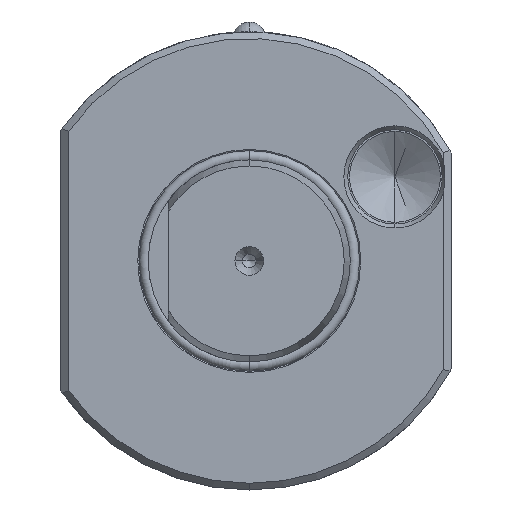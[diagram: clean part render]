
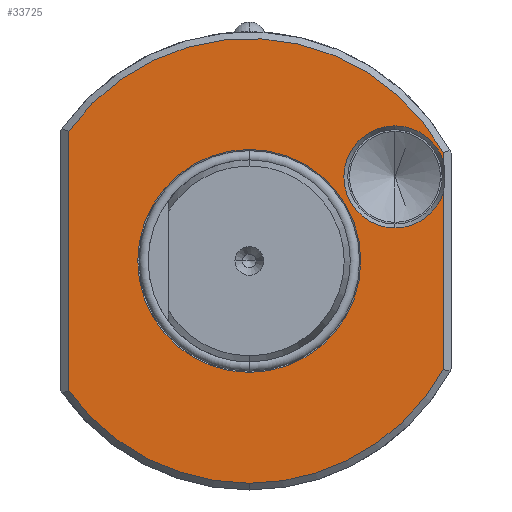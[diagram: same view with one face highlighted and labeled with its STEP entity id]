
A CAD part, left-side view. The second image highlights one B-rep face of the part: STEP entity #33725.
In plain terms, the highlighted planar face has unit normal (-1, 0, 0).
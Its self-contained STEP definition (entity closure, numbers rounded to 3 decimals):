
#464 = LINE ( 'NONE', #10031, #637 ) ;
#637 = VECTOR ( 'NONE', #10054, 1000. ) ;
#748 = LINE ( 'NONE', #10018, #769 ) ;
#769 = VECTOR ( 'NONE', #10058, 1000. ) ;
#879 = LINE ( 'NONE', #10019, #910 ) ;
#910 = VECTOR ( 'NONE', #10039, 1000. ) ;
#5254 = AXIS2_PLACEMENT_3D ( 'NONE', #10086, #10116, #10140 ) ;
#10018 = CARTESIAN_POINT ( 'NONE',  ( 2., -28.8, 0. ) ) ;
#10019 = CARTESIAN_POINT ( 'NONE',  ( 2., 26.8, 0. ) ) ;
#10031 = CARTESIAN_POINT ( 'NONE',  ( 2., -28.8, 0. ) ) ;
#10039 = DIRECTION ( 'NONE',  ( 0., 0., -1. ) ) ;
#10040 = CARTESIAN_POINT ( 'NONE',  ( 2., -21.62, 12.47 ) ) ;
#10042 = DIRECTION ( 'NONE',  ( 1., 0., 0. ) ) ;
#10047 = DIRECTION ( 'NONE',  ( 0., 0., 1. ) ) ;
#10054 = DIRECTION ( 'NONE',  ( 0., 0., 1. ) ) ;
#10058 = DIRECTION ( 'NONE',  ( 0., 0., 1. ) ) ;
#10086 = CARTESIAN_POINT ( 'NONE',  ( 2., 0., 0. ) ) ;
#10116 = DIRECTION ( 'NONE',  ( -1., 0., 0. ) ) ;
#10136 = CARTESIAN_POINT ( 'NONE',  ( 2., 0., 0. ) ) ;
#10140 = DIRECTION ( 'NONE',  ( 0., 0., 1. ) ) ;
#10158 = DIRECTION ( 'NONE',  ( 0., 1., 0. ) ) ;
#10213 = DIRECTION ( 'NONE',  ( 1., 0., 0. ) ) ;
#10254 = CARTESIAN_POINT ( 'NONE',  ( 2., 0., 0. ) ) ;
#10255 = DIRECTION ( 'NONE',  ( -1., 0., 0. ) ) ;
#10292 = DIRECTION ( 'NONE',  ( 0., 0., 1. ) ) ;
#12169 = EDGE_CURVE ( 'NONE', #29417, #26688, #748, .T. ) ;
#12170 = EDGE_CURVE ( 'NONE', #29500, #29534, #879, .T. ) ;
#12172 = EDGE_CURVE ( 'NONE', #26698, #29518, #464, .T. ) ;
#12181 = EDGE_CURVE ( 'NONE', #29518, #29500, #31497, .T. ) ;
#14072 = CARTESIAN_POINT ( 'NONE',  ( 2., -21.62, 12.47 ) ) ;
#14095 = DIRECTION ( 'NONE',  ( 1., 0., 0. ) ) ;
#14135 = DIRECTION ( 'NONE',  ( 0., 0., 1. ) ) ;
#19949 = EDGE_CURVE ( 'NONE', #26714, #26744, #31360, .T. ) ;
#19964 = EDGE_CURVE ( 'NONE', #26881, #26820, #31445, .T. ) ;
#19970 = EDGE_CURVE ( 'NONE', #29534, #29431, #31418, .T. ) ;
#20240 = EDGE_CURVE ( 'NONE', #26744, #26698, #35373, .T. ) ;
#20305 = EDGE_CURVE ( 'NONE', #26688, #26714, #35426, .T. ) ;
#20333 = EDGE_CURVE ( 'NONE', #26820, #26881, #35473, .T. ) ;
#20495 = EDGE_CURVE ( 'NONE', #29431, #29417, #33432, .T. ) ;
#23479 = PLANE ( 'NONE',  #28497 ) ;
#23481 = CARTESIAN_POINT ( 'NONE',  ( 2., 15., 0. ) ) ;
#23483 = DIRECTION ( 'NONE',  ( 0., 0., 1. ) ) ;
#23525 = DIRECTION ( 'NONE',  ( -1., 0., 0. ) ) ;
#24969 = DIRECTION ( 'NONE',  ( 1., 0., 0. ) ) ;
#24979 = DIRECTION ( 'NONE',  ( 0., 1., 0. ) ) ;
#24997 = CARTESIAN_POINT ( 'NONE',  ( 2., 0., 0. ) ) ;
#25815 = DIRECTION ( 'NONE',  ( 1., 0., 0. ) ) ;
#25817 = CARTESIAN_POINT ( 'NONE',  ( 2., -21.62, 12.47 ) ) ;
#25819 = DIRECTION ( 'NONE',  ( 0., 0., 1. ) ) ;
#25862 = FACE_BOUND ( 'NONE', #30251, .T. ) ;
#25895 = FACE_OUTER_BOUND ( 'NONE', #30252, .T. ) ;
#25926 = ORIENTED_EDGE ( 'NONE', *, *, #20305, .T. ) ;
#25930 = ORIENTED_EDGE ( 'NONE', *, *, #20333, .T. ) ;
#25947 = ORIENTED_EDGE ( 'NONE', *, *, #12172, .T. ) ;
#25948 = ORIENTED_EDGE ( 'NONE', *, *, #12181, .T. ) ;
#25962 = ORIENTED_EDGE ( 'NONE', *, *, #19964, .T. ) ;
#25966 = ORIENTED_EDGE ( 'NONE', *, *, #19949, .T. ) ;
#25971 = ORIENTED_EDGE ( 'NONE', *, *, #20240, .T. ) ;
#25992 = ORIENTED_EDGE ( 'NONE', *, *, #12169, .T. ) ;
#25993 = ORIENTED_EDGE ( 'NONE', *, *, #19970, .T. ) ;
#25996 = ORIENTED_EDGE ( 'NONE', *, *, #12170, .T. ) ;
#26012 = ORIENTED_EDGE ( 'NONE', *, *, #20495, .T. ) ;
#26688 = VERTEX_POINT ( 'NONE', #32005 ) ;
#26698 = VERTEX_POINT ( 'NONE', #31974 ) ;
#26714 = VERTEX_POINT ( 'NONE', #31976 ) ;
#26744 = VERTEX_POINT ( 'NONE', #31988 ) ;
#26820 = VERTEX_POINT ( 'NONE', #32026 ) ;
#26881 = VERTEX_POINT ( 'NONE', #32076 ) ;
#28497 = AXIS2_PLACEMENT_3D ( 'NONE', #23481, #23525, #23483 ) ;
#29030 = AXIS2_PLACEMENT_3D ( 'NONE', #10040, #10042, #10047 ) ;
#29031 = AXIS2_PLACEMENT_3D ( 'NONE', #10254, #10255, #10292 ) ;
#29039 = AXIS2_PLACEMENT_3D ( 'NONE', #10136, #10213, #10158 ) ;
#29045 = AXIS2_PLACEMENT_3D ( 'NONE', #14072, #14095, #14135 ) ;
#29056 = AXIS2_PLACEMENT_3D ( 'NONE', #25817, #25815, #25819 ) ;
#29088 = AXIS2_PLACEMENT_3D ( 'NONE', #24997, #24969, #24979 ) ;
#29121 = AXIS2_PLACEMENT_3D ( 'NONE', #31831, #31781, #31845 ) ;
#29417 = VERTEX_POINT ( 'NONE', #32166 ) ;
#29431 = VERTEX_POINT ( 'NONE', #32171 ) ;
#29500 = VERTEX_POINT ( 'NONE', #32233 ) ;
#29518 = VERTEX_POINT ( 'NONE', #32289 ) ;
#29534 = VERTEX_POINT ( 'NONE', #32294 ) ;
#30251 = EDGE_LOOP ( 'NONE', ( #25930, #25962 ) ) ;
#30252 = EDGE_LOOP ( 'NONE', ( #25993, #26012, #25992, #25926, #25966, #25971, #25947, #25948, #25996 ) ) ;
#31360 = CIRCLE ( 'NONE', #29030, 7.577 ) ;
#31418 = CIRCLE ( 'NONE', #29031, 33. ) ;
#31445 = CIRCLE ( 'NONE', #29039, 16.55 ) ;
#31497 = CIRCLE ( 'NONE', #5254, 33. ) ;
#31781 = DIRECTION ( 'NONE',  ( -1., 0., 0. ) ) ;
#31831 = CARTESIAN_POINT ( 'NONE',  ( 2., 0., 0. ) ) ;
#31845 = DIRECTION ( 'NONE',  ( 0., 0., 1. ) ) ;
#31974 = CARTESIAN_POINT ( 'NONE',  ( 2., -28.8, 14.892 ) ) ;
#31976 = CARTESIAN_POINT ( 'NONE',  ( 2., -21.62, 4.893 ) ) ;
#31988 = CARTESIAN_POINT ( 'NONE',  ( 2., -21.62, 20.047 ) ) ;
#32005 = CARTESIAN_POINT ( 'NONE',  ( 2., -28.8, 10.048 ) ) ;
#32026 = CARTESIAN_POINT ( 'NONE',  ( 2., -16.55, 0. ) ) ;
#32076 = CARTESIAN_POINT ( 'NONE',  ( 2., 16.55, 0. ) ) ;
#32166 = CARTESIAN_POINT ( 'NONE',  ( 2., -28.8, -16.111 ) ) ;
#32171 = CARTESIAN_POINT ( 'NONE',  ( 2., 0., -33. ) ) ;
#32233 = CARTESIAN_POINT ( 'NONE',  ( 2., 26.8, 19.255 ) ) ;
#32289 = CARTESIAN_POINT ( 'NONE',  ( 2., -28.8, 16.111 ) ) ;
#32294 = CARTESIAN_POINT ( 'NONE',  ( 2., 26.8, -19.255 ) ) ;
#33432 = CIRCLE ( 'NONE', #29121, 33. ) ;
#33725 = ADVANCED_FACE ( 'NONE', ( #25895, #25862 ), #23479, .T. ) ;
#35373 = CIRCLE ( 'NONE', #29045, 7.577 ) ;
#35426 = CIRCLE ( 'NONE', #29056, 7.577 ) ;
#35473 = CIRCLE ( 'NONE', #29088, 16.55 ) ;
